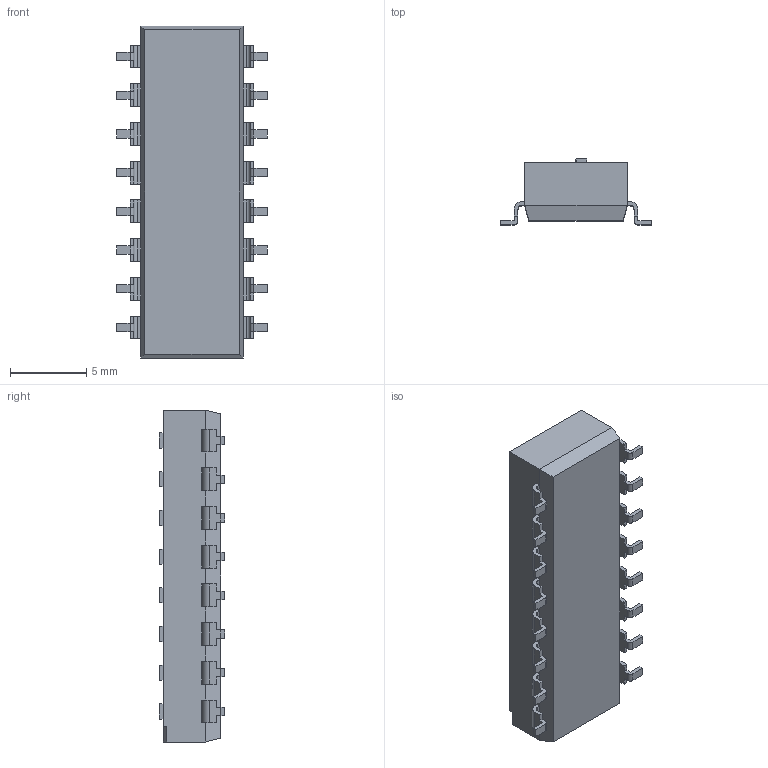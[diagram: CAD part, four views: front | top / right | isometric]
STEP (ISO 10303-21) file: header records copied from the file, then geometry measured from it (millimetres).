
FILE_SCHEMA (('AUTOMOTIVE_DESIGN { 1 0 10303 214 3 1 1 }'));
Length unit declared in the file: millimetre
Products named in the file (1): 219-8MST
Bounding box: 9.91 x 4.3 x 21.79 mm (x, y, z)
Volume: 551.9 mm3; surface area: 642.6 mm2
Topology: 1 solids, 1 shells, 565 faces, 1552 edges, 1012 vertices
Faces by surface type: plane 421, bspline 96, cylinder 48
Entity records: 18504 total; most frequent: CARTESIAN_POINT 4378, ORIENTED_EDGE 3104, DIRECTION 2396, EDGE_CURVE 1552, LINE 1264, VECTOR 1264, VERTEX_POINT 1012, EDGE_LOOP 588
